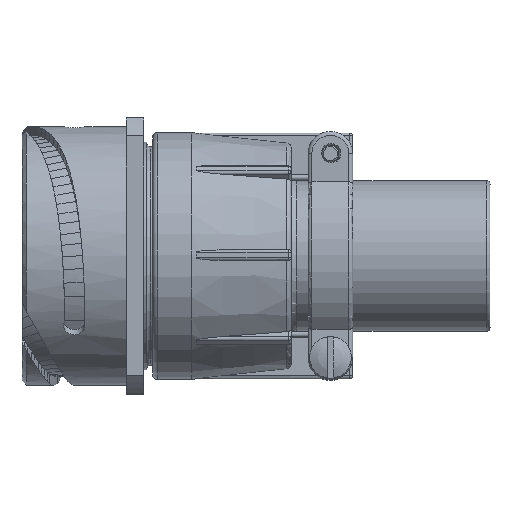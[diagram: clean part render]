
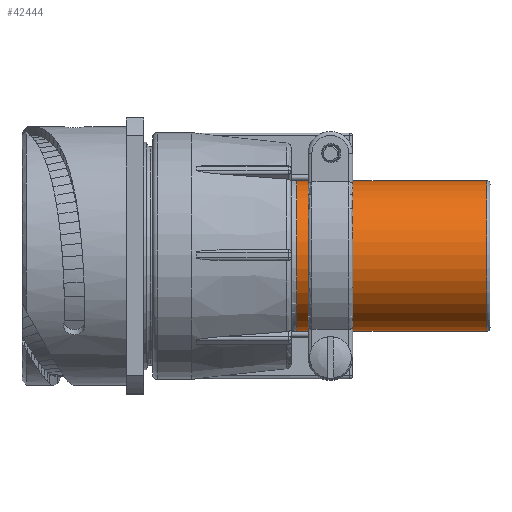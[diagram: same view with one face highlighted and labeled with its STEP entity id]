
A CAD part, top view. The second image highlights one B-rep face of the part: STEP entity #42444.
In plain terms, the highlighted cylindrical face has radius 17.335 mm (diameter 34.67 mm), a partial arc.
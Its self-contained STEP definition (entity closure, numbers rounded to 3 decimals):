
#5923=CARTESIAN_POINT('',(63.21,0.,0.));
#5924=DIRECTION('',(1.,0.,0.));
#5925=DIRECTION('',(0.,1.,-0.006));
#5926=AXIS2_PLACEMENT_3D('',#5923,#5924,#5925);
#6601=CARTESIAN_POINT('',(106.932,0.,0.));
#6602=DIRECTION('',(1.,0.,0.));
#6603=DIRECTION('',(0.,1.,-0.006));
#6604=AXIS2_PLACEMENT_3D('',#6601,#6602,#6603);
#6606=DIRECTION('',(-1.,0.,0.));
#6607=VECTOR('',#6606,43.722);
#6608=CARTESIAN_POINT('',(106.932,17.335,
-0.097));
#6609=LINE('2335',#6608,#6607);
#6610=DIRECTION('',(-1.,0.,0.));
#6611=VECTOR('',#6610,43.722);
#6612=CARTESIAN_POINT('',(106.932,-17.335,
0.097));
#6613=LINE('2337',#6612,#6611);
#30520=CARTESIAN_POINT('',(106.932,17.335,
-0.097));
#30521=CARTESIAN_POINT('',(63.21,17.335,-0.097));
#30522=VERTEX_POINT('',#30520);
#30523=VERTEX_POINT('',#30521);
#30528=CARTESIAN_POINT('',(106.932,-17.335,
0.097));
#30529=CARTESIAN_POINT('',(63.21,-17.335,0.097));
#30530=VERTEX_POINT('',#30528);
#30531=VERTEX_POINT('',#30529);
#42430=CARTESIAN_POINT('',(57.624,0.,0.));
#42431=DIRECTION('',(1.,0.,0.));
#42432=DIRECTION('',(0.,-1.,0.006));
#42433=AXIS2_PLACEMENT_3D('',#42430,#42431,#42432);
#42434=CYLINDRICAL_SURFACE('638',#42433,17.335);
#42436=ORIENTED_EDGE('2335',*,*,#42435,.F.);
#42438=ORIENTED_EDGE('2353',*,*,#42437,.T.);
#42440=ORIENTED_EDGE('2337',*,*,#42439,.T.);
#42441=ORIENTED_EDGE('2345',*,*,#41224,.F.);
#42442=EDGE_LOOP('638',(#42436,#42438,#42440,#42441));
#42443=FACE_OUTER_BOUND('638',#42442,.F.);
#5927=CIRCLE('2345',#5926,17.335);
#6605=CIRCLE('2353',#6604,17.335);
#41224=EDGE_CURVE('2345',#30523,#30531,#5927,.T.);
#42435=EDGE_CURVE('2335',#30522,#30523,#6609,.T.);
#42437=EDGE_CURVE('2353',#30522,#30530,#6605,.T.);
#42439=EDGE_CURVE('2337',#30530,#30531,#6613,.T.);
#42444=ADVANCED_FACE('638',(#42443),#42434,.T.);
